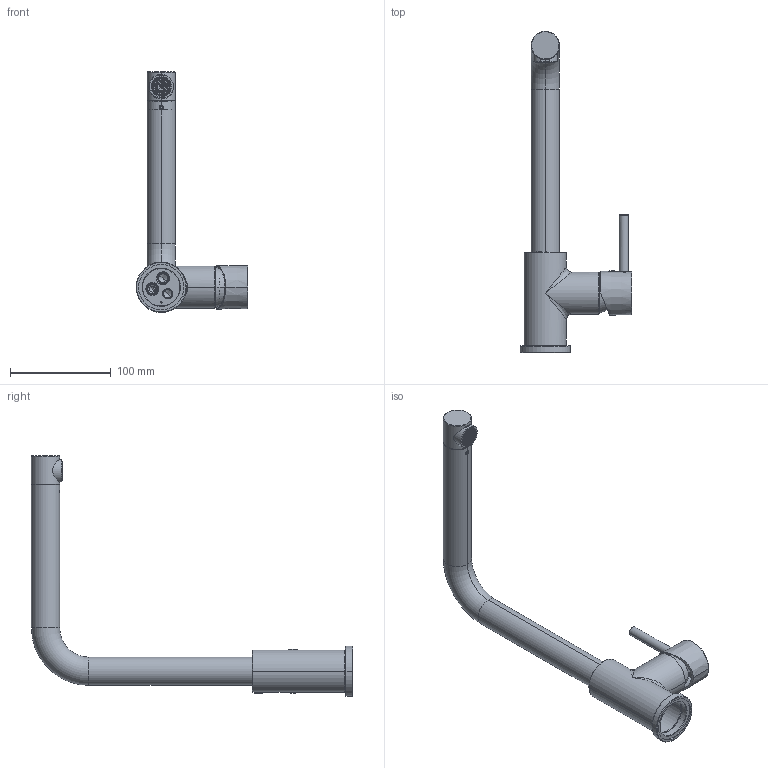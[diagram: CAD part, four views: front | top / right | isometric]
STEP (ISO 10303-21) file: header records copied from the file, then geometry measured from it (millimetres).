
FILE_DESCRIPTION((''),'2;1');
FILE_NAME('400464NDR0_ASM_1_ASM_1_ASM','2024-11-21T13:58:39',('sruga'),('Armando Vicario'),'CREO PARAMETRIC BY PTC INC, 2021404','CREO PARAMETRIC BY PTC INC, 2021404','');
FILE_SCHEMA(('CONFIG_CONTROL_DESIGN'));
Length unit declared in the file: millimetre
Products named in the file (40): 01021901_1_1; 06022107_1_1; 16001864_ASM_1_ASM_1_ASM; 05002003_1_1; 16000658_ASM_1_ASM_1_ASM; 16001045_ASM_1_ASM_1_ASM; 12054701_1_1; 16000794_ASM_1_ASM_1_ASM; 03021701_1_1; 06000907_1_1; 16000128_ASM_1_ASM_1_ASM; 05002103_1_1; 16000444_ASM_1_ASM_1_ASM; 16000603_ASM_1_ASM_1_ASM; 12053901_1_1; 16000181_ASM_1_ASM_1_ASM; 02037601_AF0_1_1; 12000433_AF0_1_1; 02000253_AF0_ASM_1_ASM_1_ASM; 12057301_AF0_1_1; 12001308_AF0_1_1; 10040006AB_AF0_1_1; AMFAG_RETINA_AF0_1_1; AMFAG_FILTRO_AF0_1_1; AMFAG_CART_AERATRICE_CL-B_AF0_1_ASM; 04000434_AF0_1_1; 11031406_AF0_ASM_1_ASM_1_ASM; 16000906_AF0_ASM_1_ASM_1_ASM; 16000514_AF0_ASM_1_ASM_1_ASM; 06021407_AF0_1_1; 10026501_AF0_1_1; 04001909_AF0_1_1; 04001604_1_1; 04000240_1_1; 04003504_1_1; 16000165_AF2_ASM_1_ASM_1_ASM; 04004904_AF0_1_1; 17000045_AF0_ASM_1_ASM_1_ASM; 16001565_ASM_1_ASM_1_ASM; 400464NDR0_ASM_1_ASM_1_ASM
Assembly tree (40 placements, depth 7):
  400464NDR0_ASM_1_ASM_1_ASM
    16001045_ASM_1_ASM_1_ASM
      01021901_1_1
      16001864_ASM_1_ASM_1_ASM
        06022107_1_1
      16000658_ASM_1_ASM_1_ASM
        05002003_1_1
    16000794_ASM_1_ASM_1_ASM
      12054701_1_1
    16000603_ASM_1_ASM_1_ASM
      03021701_1_1
      16000128_ASM_1_ASM_1_ASM
        06000907_1_1
      16000444_ASM_1_ASM_1_ASM
        05002103_1_1
    16000181_ASM_1_ASM_1_ASM
      12053901_1_1
    16001565_ASM_1_ASM_1_ASM
      02000253_AF0_ASM_1_ASM_1_ASM
        02037601_AF0_1_1
        12000433_AF0_1_1
      16000514_AF0_ASM_1_ASM_1_ASM
        12057301_AF0_1_1
        16000906_AF0_ASM_1_ASM_1_ASM
          11031406_AF0_ASM_1_ASM_1_ASM
            12001308_AF0_1_1
            AMFAG_CART_AERATRICE_CL-B_AF0_1_ASM
              10040006AB_AF0_1_1
              AMFAG_RETINA_AF0_1_1
              AMFAG_FILTRO_AF0_1_1
            04000434_AF0_1_1
      06021407_AF0_1_1
      17000045_AF0_ASM_1_ASM_1_ASM
        10026501_AF0_1_1
        16000165_AF2_ASM_1_ASM_1_ASM
          04001909_AF0_1_1
          04001604_1_1
          04000240_1_1
          04003504_1_1  x2
        04004904_AF0_1_1
Bounding box: 110.9 x 318.6 x 239 mm (x, y, z)
Volume: 195372.6 mm3; surface area: 145629.3 mm2
Topology: 23 solids, 40 shells, 3305 faces, 9587 edges, 6359 vertices
Faces by surface type: plane 2013, cylinder 806, cone 341, torus 90, sphere 32, bspline 23
Entity records: 119834 total; most frequent: CARTESIAN_POINT 35014, ORIENTED_EDGE 18608, DIRECTION 15460, EDGE_CURVE 9535, VERTEX_POINT 6355, AXIS2_PLACEMENT_3D 5755, EDGE_LOOP 4155, VECTOR 3950
